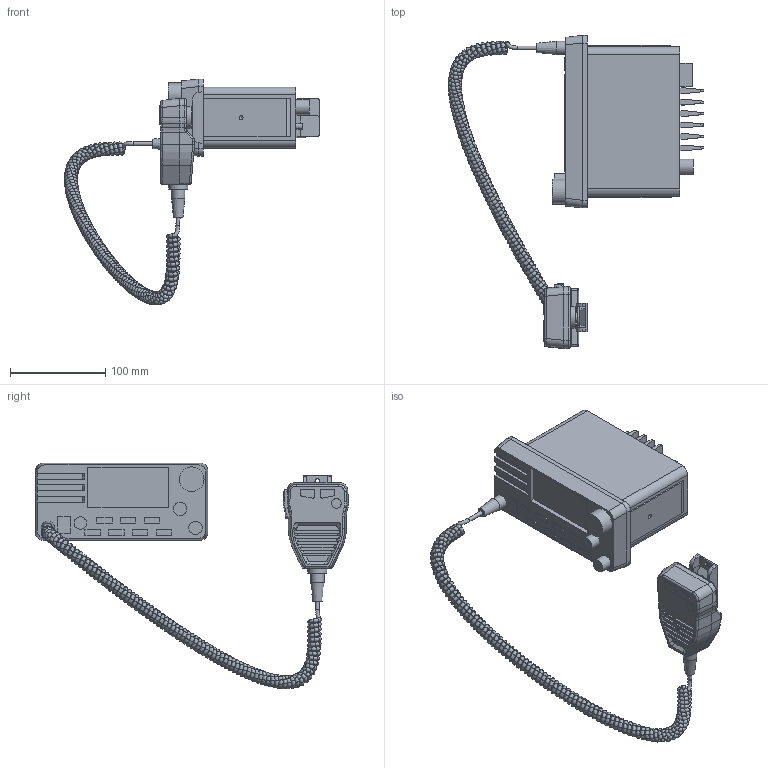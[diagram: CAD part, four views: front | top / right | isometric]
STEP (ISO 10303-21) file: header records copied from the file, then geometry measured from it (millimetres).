
FILE_DESCRIPTION(('FreeCAD Model'),'2;1');
FILE_NAME('Open CASCADE Shape Model','2025-05-03T05:16:05',('FreeCAD'),( 'FreeCAD'),'Open CASCADE STEP processor 7.6','FreeCAD','Unknown');
FILE_SCHEMA(('AUTOMOTIVE_DESIGN { 1 0 10303 214 1 1 1 1 }'));
Length unit declared in the file: millimetre
Products named in the file (1): Open CASCADE STEP translator 7.6 1
Bounding box: 268.03 x 328.74 x 237.16 mm (x, y, z)
Volume: 1533473.1 mm3; surface area: 164533.1 mm2
Topology: 8 solids, 8 shells, 1146 faces, 2521 edges, 1420 vertices
Faces by surface type: torus 734, plane 276, cylinder 110, bspline 16, sphere 5, cone 4, extrusion 1
Full cylindrical faces by diameter (mm): 4 x1, 4.3 x2, 5 x2, 6 x1, 10 x2, 13 x1, 14 x4, 16 x2, 20 x2, 23 x1, 26 x1
Entity records: 33373 total; most frequent: CARTESIAN_POINT 9959, ORIENTED_EDGE 5030, DIRECTION 5014, EDGE_CURVE 2515, AXIS2_PLACEMENT_3D 2131, VERTEX_POINT 1420, FACE_BOUND 1187, EDGE_LOOP 1187
